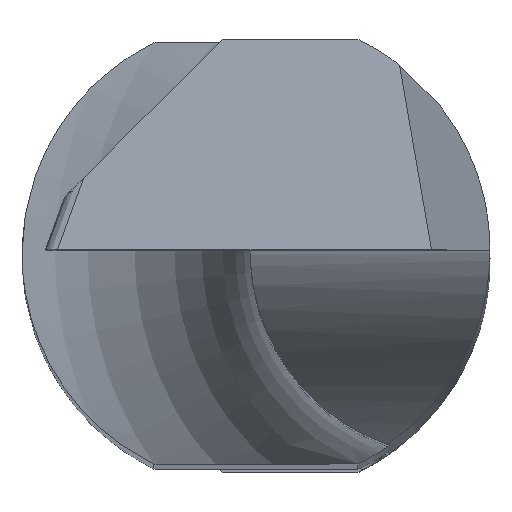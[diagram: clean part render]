
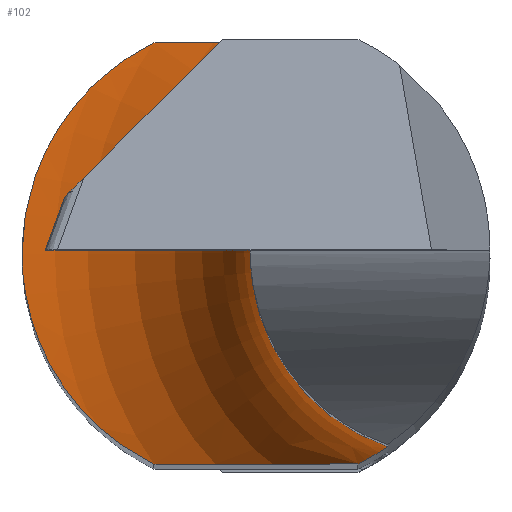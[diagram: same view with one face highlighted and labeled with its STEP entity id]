
A CAD part, top view. The second image highlights one B-rep face of the part: STEP entity #102.
In plain terms, the highlighted toroidal (fillet/blend) face has major radius 3.75 mm and minor radius 2 mm.
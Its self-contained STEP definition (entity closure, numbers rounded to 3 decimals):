
#30=TOROIDAL_SURFACE('',#944,3.75,2.);
#102=ADVANCED_FACE('',(#150),#30,.F.);
#150=FACE_OUTER_BOUND('',#190,.T.);
#190=EDGE_LOOP('',(#347,#348,#349,#350,#351,#352,#353,#354));
#215=CIRCLE('',#942,1.75);
#216=CIRCLE('',#943,1.75);
#347=ORIENTED_EDGE('',*,*,#597,.F.);
#348=ORIENTED_EDGE('',*,*,#598,.F.);
#349=ORIENTED_EDGE('',*,*,#599,.F.);
#350=ORIENTED_EDGE('',*,*,#600,.F.);
#351=ORIENTED_EDGE('',*,*,#571,.F.);
#352=ORIENTED_EDGE('',*,*,#601,.F.);
#353=ORIENTED_EDGE('',*,*,#602,.F.);
#354=ORIENTED_EDGE('',*,*,#561,.F.);
#472=VERTEX_POINT('',#1473);
#473=VERTEX_POINT('',#1481);
#482=VERTEX_POINT('',#1526);
#483=VERTEX_POINT('',#1534);
#500=VERTEX_POINT('',#1685);
#501=VERTEX_POINT('',#1707);
#502=VERTEX_POINT('',#1721);
#503=VERTEX_POINT('',#1727);
#561=EDGE_CURVE('',#472,#473,#656,.T.);
#571=EDGE_CURVE('',#482,#483,#660,.T.);
#597=EDGE_CURVE('',#500,#472,#673,.T.);
#598=EDGE_CURVE('',#501,#500,#674,.T.);
#599=EDGE_CURVE('',#502,#501,#675,.T.);
#600=EDGE_CURVE('',#483,#502,#676,.T.);
#601=EDGE_CURVE('',#503,#482,#215,.T.);
#602=EDGE_CURVE('',#473,#503,#216,.T.);
#656=B_SPLINE_CURVE_WITH_KNOTS('',3,(#1474,#1475,#1476,#1477,#1478,#1479,
#1480),.UNSPECIFIED.,.F.,.F.,(4,3,4),(0.,0.566,1.),
 .UNSPECIFIED.);
#660=B_SPLINE_CURVE_WITH_KNOTS('',3,(#1527,#1528,#1529,#1530,#1531,#1532,
#1533),.UNSPECIFIED.,.F.,.F.,(4,3,4),(0.,0.562,1.),
 .UNSPECIFIED.);
#673=B_SPLINE_CURVE_WITH_KNOTS('',3,(#1686,#1687,#1688,#1689,#1690,#1691,
#1692),.UNSPECIFIED.,.F.,.F.,(4,3,4),(0.,0.598,1.),
 .UNSPECIFIED.);
#674=B_SPLINE_CURVE_WITH_KNOTS('',3,(#1694,#1695,#1696,#1697,#1698,#1699,
#1700,#1701,#1702,#1703,#1704,#1705,#1706),.UNSPECIFIED.,.F.,.F.,(4,3,3,
3,4),(0.,0.301,0.602,0.902,1.),
 .UNSPECIFIED.);
#675=B_SPLINE_CURVE_WITH_KNOTS('',3,(#1708,#1709,#1710,#1711,#1712,#1713,
#1714,#1715,#1716,#1717,#1718,#1719,#1720),.UNSPECIFIED.,.F.,.F.,(4,3,3,
3,4),(0.,0.293,0.586,0.885,1.),
 .UNSPECIFIED.);
#676=B_SPLINE_CURVE_WITH_KNOTS('',3,(#1722,#1723,#1724,#1725),
 .UNSPECIFIED.,.F.,.F.,(4,4),(0.,1.),.UNSPECIFIED.);
#942=AXIS2_PLACEMENT_3D('',#1726,#1076,#1077);
#943=AXIS2_PLACEMENT_3D('',#1728,#1078,#1079);
#944=AXIS2_PLACEMENT_3D('',#1729,#1080,#1081);
#1076=DIRECTION('',(0.,0.,1.));
#1077=DIRECTION('',(-1.,0.,0.));
#1078=DIRECTION('',(0.,0.,1.));
#1079=DIRECTION('',(-0.328,0.945,0.));
#1080=DIRECTION('',(0.,0.,-1.));
#1081=DIRECTION('',(-1.,0.,0.));
#1473=CARTESIAN_POINT('',(0.872,1.8,12.816));
#1474=CARTESIAN_POINT('',(0.872,1.8,12.816));
#1475=CARTESIAN_POINT('',(0.966,1.754,12.969));
#1476=CARTESIAN_POINT('',(1.036,1.711,13.143));
#1477=CARTESIAN_POINT('',(1.078,1.685,13.323));
#1478=CARTESIAN_POINT('',(1.11,1.664,13.461));
#1479=CARTESIAN_POINT('',(1.126,1.653,13.606));
#1480=CARTESIAN_POINT('',(1.126,1.653,13.749));
#1481=CARTESIAN_POINT('',(1.126,1.653,13.749));
#1526=CARTESIAN_POINT('',(1.126,-1.653,13.749));
#1527=CARTESIAN_POINT('',(1.126,-1.653,13.749));
#1528=CARTESIAN_POINT('',(1.126,-1.653,13.564));
#1529=CARTESIAN_POINT('',(1.099,-1.672,13.377));
#1530=CARTESIAN_POINT('',(1.046,-1.705,13.203));
#1531=CARTESIAN_POINT('',(1.004,-1.73,13.066));
#1532=CARTESIAN_POINT('',(0.945,-1.764,12.935));
#1533=CARTESIAN_POINT('',(0.872,-1.8,12.816));
#1534=CARTESIAN_POINT('',(0.872,-1.8,12.816));
#1685=CARTESIAN_POINT('',(-0.872,1.8,11.845));
#1686=CARTESIAN_POINT('',(-0.872,1.8,11.845));
#1687=CARTESIAN_POINT('',(-0.487,1.8,11.946));
#1688=CARTESIAN_POINT('',(-0.119,1.8,12.124));
#1689=CARTESIAN_POINT('',(0.216,1.8,12.338));
#1690=CARTESIAN_POINT('',(0.444,1.8,12.484));
#1691=CARTESIAN_POINT('',(0.66,1.8,12.648));
#1692=CARTESIAN_POINT('',(0.872,1.8,12.816));
#1694=CARTESIAN_POINT('',(-2.,0.,11.75));
#1695=CARTESIAN_POINT('',(-2.,0.224,11.75));
#1696=CARTESIAN_POINT('',(-1.961,0.451,11.75));
#1697=CARTESIAN_POINT('',(-1.887,0.662,11.752));
#1698=CARTESIAN_POINT('',(-1.813,0.873,11.754));
#1699=CARTESIAN_POINT('',(-1.702,1.074,11.757));
#1700=CARTESIAN_POINT('',(-1.562,1.249,11.766));
#1701=CARTESIAN_POINT('',(-1.423,1.423,11.775));
#1702=CARTESIAN_POINT('',(-1.252,1.575,11.789));
#1703=CARTESIAN_POINT('',(-1.065,1.693,11.815));
#1704=CARTESIAN_POINT('',(-1.002,1.732,11.824));
#1705=CARTESIAN_POINT('',(-0.938,1.768,11.834));
#1706=CARTESIAN_POINT('',(-0.872,1.8,11.845));
#1707=CARTESIAN_POINT('',(-2.,0.,11.75));
#1708=CARTESIAN_POINT('',(-0.872,-1.8,11.845));
#1709=CARTESIAN_POINT('',(-1.066,-1.706,11.811));
#1710=CARTESIAN_POINT('',(-1.249,-1.577,11.791));
#1711=CARTESIAN_POINT('',(-1.404,-1.425,11.778));
#1712=CARTESIAN_POINT('',(-1.559,-1.272,11.765));
#1713=CARTESIAN_POINT('',(-1.69,-1.091,11.758));
#1714=CARTESIAN_POINT('',(-1.788,-0.896,11.755));
#1715=CARTESIAN_POINT('',(-1.888,-0.697,11.751));
#1716=CARTESIAN_POINT('',(-1.954,-0.479,11.751));
#1717=CARTESIAN_POINT('',(-1.983,-0.259,11.75));
#1718=CARTESIAN_POINT('',(-1.994,-0.173,11.75));
#1719=CARTESIAN_POINT('',(-2.,-0.087,11.75));
#1720=CARTESIAN_POINT('',(-2.,0.,11.75));
#1721=CARTESIAN_POINT('',(-0.872,-1.8,11.845));
#1722=CARTESIAN_POINT('',(0.872,-1.8,12.816));
#1723=CARTESIAN_POINT('',(0.346,-1.8,12.399));
#1724=CARTESIAN_POINT('',(-0.217,-1.8,12.017));
#1725=CARTESIAN_POINT('',(-0.872,-1.8,11.845));
#1726=CARTESIAN_POINT('',(1.7,0.,13.749));
#1727=CARTESIAN_POINT('',(-0.05,0.,13.749));
#1728=CARTESIAN_POINT('',(1.7,0.,13.749));
#1729=CARTESIAN_POINT('',(1.7,0.,13.749));
